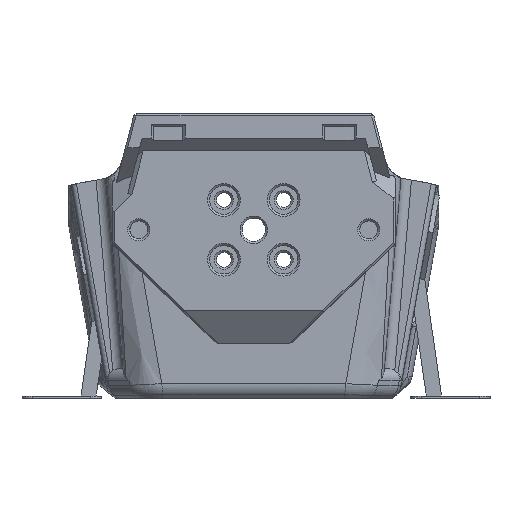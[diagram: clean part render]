
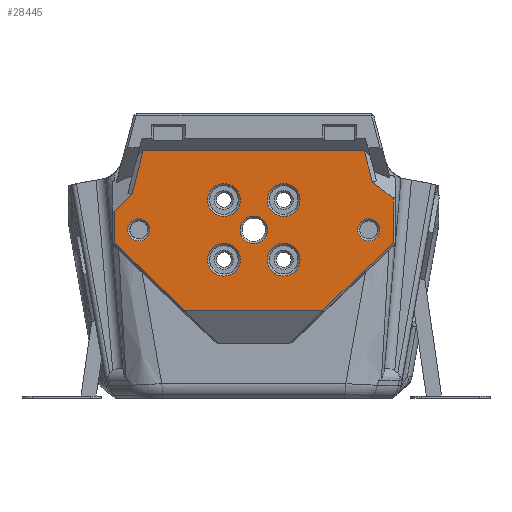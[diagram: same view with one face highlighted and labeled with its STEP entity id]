
A CAD part, front view. The second image highlights one B-rep face of the part: STEP entity #28445.
In plain terms, the highlighted planar face has unit normal (0, -1, 0).
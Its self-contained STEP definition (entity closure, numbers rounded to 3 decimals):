
#2256=CIRCLE('',#30802,2.1);
#2257=CIRCLE('',#30803,2.1);
#2258=CIRCLE('',#30804,2.6);
#2259=CIRCLE('',#30805,3.1);
#2260=CIRCLE('',#30806,3.1);
#2261=CIRCLE('',#30807,3.1);
#2262=CIRCLE('',#30808,3.1);
#9985=ORIENTED_EDGE('',*,*,#14933,.T.);
#9986=ORIENTED_EDGE('',*,*,#14934,.T.);
#9987=ORIENTED_EDGE('',*,*,#12119,.F.);
#9988=ORIENTED_EDGE('',*,*,#14935,.T.);
#9989=ORIENTED_EDGE('',*,*,#12110,.F.);
#9990=ORIENTED_EDGE('',*,*,#14936,.T.);
#9991=ORIENTED_EDGE('',*,*,#14937,.T.);
#9992=ORIENTED_EDGE('',*,*,#14938,.T.);
#9993=ORIENTED_EDGE('',*,*,#14939,.T.);
#9994=ORIENTED_EDGE('',*,*,#14940,.T.);
#9995=ORIENTED_EDGE('',*,*,#14941,.T.);
#9996=ORIENTED_EDGE('',*,*,#14942,.T.);
#9997=ORIENTED_EDGE('',*,*,#14943,.T.);
#9998=ORIENTED_EDGE('',*,*,#14944,.F.);
#9999=ORIENTED_EDGE('',*,*,#14945,.F.);
#10000=ORIENTED_EDGE('',*,*,#14946,.T.);
#10001=ORIENTED_EDGE('',*,*,#14947,.T.);
#12110=EDGE_CURVE('',#16041,#16042,#18544,.F.);
#12119=EDGE_CURVE('',#16050,#16051,#18553,.F.);
#14933=EDGE_CURVE('',#17820,#17821,#20125,.T.);
#14934=EDGE_CURVE('',#17821,#16051,#20126,.T.);
#14935=EDGE_CURVE('',#16050,#16042,#20127,.T.);
#14936=EDGE_CURVE('',#16041,#17822,#20128,.T.);
#14937=EDGE_CURVE('',#17822,#17823,#20129,.F.);
#14938=EDGE_CURVE('',#17823,#17824,#20130,.T.);
#14939=EDGE_CURVE('',#17824,#17825,#20131,.T.);
#14940=EDGE_CURVE('',#17825,#17820,#20132,.T.);
#14941=EDGE_CURVE('',#17826,#17826,#2256,.F.);
#14942=EDGE_CURVE('',#17827,#17827,#2257,.F.);
#14943=EDGE_CURVE('',#17828,#17828,#2258,.F.);
#14944=EDGE_CURVE('',#17829,#17829,#2259,.F.);
#14945=EDGE_CURVE('',#17830,#17830,#2260,.F.);
#14946=EDGE_CURVE('',#17831,#17831,#2261,.F.);
#14947=EDGE_CURVE('',#17832,#17832,#2262,.F.);
#16041=VERTEX_POINT('',#43213);
#16042=VERTEX_POINT('',#43215);
#16050=VERTEX_POINT('',#43232);
#16051=VERTEX_POINT('',#43234);
#17820=VERTEX_POINT('',#55590);
#17821=VERTEX_POINT('',#55591);
#17822=VERTEX_POINT('',#55595);
#17823=VERTEX_POINT('',#55597);
#17824=VERTEX_POINT('',#55599);
#17825=VERTEX_POINT('',#55601);
#17826=VERTEX_POINT('',#55604);
#17827=VERTEX_POINT('',#55606);
#17828=VERTEX_POINT('',#55608);
#17829=VERTEX_POINT('',#55610);
#17830=VERTEX_POINT('',#55612);
#17831=VERTEX_POINT('',#55614);
#17832=VERTEX_POINT('',#55616);
#18544=LINE('',#43214,#20923);
#18553=LINE('',#43233,#20932);
#20125=LINE('',#55589,#22504);
#20126=LINE('',#55592,#22505);
#20127=LINE('',#55593,#22506);
#20128=LINE('',#55594,#22507);
#20129=LINE('',#55596,#22508);
#20130=LINE('',#55598,#22509);
#20131=LINE('',#55600,#22510);
#20132=LINE('',#55602,#22511);
#20923=VECTOR('',#32660,1000.);
#20932=VECTOR('',#32671,1000.);
#22504=VECTOR('',#37293,1000.);
#22505=VECTOR('',#37294,1000.);
#22506=VECTOR('',#37295,1000.);
#22507=VECTOR('',#37296,1000.);
#22508=VECTOR('',#37297,1000.);
#22509=VECTOR('',#37298,1000.);
#22510=VECTOR('',#37299,1000.);
#22511=VECTOR('',#37300,1000.);
#24248=EDGE_LOOP('',(#9985,#9986,#9987,#9988,#9989,#9990,#9991,#9992,#9993,
#9994));
#24249=EDGE_LOOP('',(#9995));
#24250=EDGE_LOOP('',(#9996));
#24251=EDGE_LOOP('',(#9997));
#24252=EDGE_LOOP('',(#9998));
#24253=EDGE_LOOP('',(#9999));
#24254=EDGE_LOOP('',(#10000));
#24255=EDGE_LOOP('',(#10001));
#25978=FACE_BOUND('',#24248,.T.);
#25979=FACE_BOUND('',#24249,.T.);
#25980=FACE_BOUND('',#24250,.T.);
#25981=FACE_BOUND('',#24251,.T.);
#25982=FACE_BOUND('',#24252,.T.);
#25983=FACE_BOUND('',#24253,.T.);
#25984=FACE_BOUND('',#24254,.T.);
#25985=FACE_BOUND('',#24255,.T.);
#26954=PLANE('',#30801);
#28445=ADVANCED_FACE('',(#25978,#25979,#25980,#25981,#25982,#25983,#25984,
#25985),#26954,.T.);
#30801=AXIS2_PLACEMENT_3D('',#55588,#37291,#37292);
#30802=AXIS2_PLACEMENT_3D('',#55603,#37301,#37302);
#30803=AXIS2_PLACEMENT_3D('',#55605,#37303,#37304);
#30804=AXIS2_PLACEMENT_3D('',#55607,#37305,#37306);
#30805=AXIS2_PLACEMENT_3D('',#55609,#37307,#37308);
#30806=AXIS2_PLACEMENT_3D('',#55611,#37309,#37310);
#30807=AXIS2_PLACEMENT_3D('',#55613,#37311,#37312);
#30808=AXIS2_PLACEMENT_3D('',#55615,#37313,#37314);
#32660=DIRECTION('',(-1.,0.,0.));
#32671=DIRECTION('',(-0.797,0.,0.604));
#37291=DIRECTION('',(0.,-1.,0.));
#37292=DIRECTION('',(1.,0.,0.));
#37293=DIRECTION('',(0.722,0.,0.692));
#37294=DIRECTION('',(0.,0.,1.));
#37295=DIRECTION('',(-0.25,0.,0.968));
#37296=DIRECTION('',(-0.25,0.,-0.968));
#37297=DIRECTION('',(0.714,0.,0.7));
#37298=DIRECTION('',(0.,0.,-1.));
#37299=DIRECTION('',(0.722,0.,-0.692));
#37300=DIRECTION('',(1.,0.,0.));
#37301=DIRECTION('',(0.,-1.,0.));
#37302=DIRECTION('',(1.,0.,0.));
#37303=DIRECTION('',(0.,-1.,0.));
#37304=DIRECTION('',(1.,0.,0.));
#37305=DIRECTION('',(0.,-1.,0.));
#37306=DIRECTION('',(0.,0.,-1.));
#37307=DIRECTION('',(0.,1.,0.));
#37308=DIRECTION('',(0.,0.,-1.));
#37309=DIRECTION('',(0.,1.,0.));
#37310=DIRECTION('',(0.,0.,-1.));
#37311=DIRECTION('',(0.,-1.,0.));
#37312=DIRECTION('',(0.,0.,-1.));
#37313=DIRECTION('',(0.,-1.,0.));
#37314=DIRECTION('',(0.,0.,-1.));
#43213=CARTESIAN_POINT('',(-20.926,-29.1,46.811));
#43214=CARTESIAN_POINT('',(-0.052,-29.1,46.811));
#43215=CARTESIAN_POINT('',(20.926,-29.1,46.811));
#43232=CARTESIAN_POINT('',(22.462,-29.1,40.868));
#43233=CARTESIAN_POINT('',(15.729,-29.1,45.972));
#43234=CARTESIAN_POINT('',(26.393,-29.1,37.888));
#55588=CARTESIAN_POINT('',(0.,-29.1,25.221));
#55589=CARTESIAN_POINT('',(10.556,-29.1,14.208));
#55590=CARTESIAN_POINT('',(13.09,-29.1,16.638));
#55591=CARTESIAN_POINT('',(26.393,-29.1,29.389));
#55592=CARTESIAN_POINT('',(26.393,-29.1,25.221));
#55593=CARTESIAN_POINT('',(24.847,-29.1,31.647));
#55594=CARTESIAN_POINT('',(-24.847,-29.1,31.647));
#55595=CARTESIAN_POINT('',(-23.06,-29.1,38.559));
#55596=CARTESIAN_POINT('',(-17.965,-29.1,43.552));
#55597=CARTESIAN_POINT('',(-26.393,-29.1,35.292));
#55598=CARTESIAN_POINT('',(-26.393,-29.1,25.221));
#55599=CARTESIAN_POINT('',(-26.393,-29.1,29.389));
#55600=CARTESIAN_POINT('',(-10.556,-29.1,14.208));
#55601=CARTESIAN_POINT('',(-13.09,-29.1,16.638));
#55602=CARTESIAN_POINT('',(-2.754,-29.1,16.638));
#55603=CARTESIAN_POINT('',(-21.75,-29.1,31.853));
#55604=CARTESIAN_POINT('',(-19.65,-29.1,31.853));
#55605=CARTESIAN_POINT('',(21.75,-29.1,31.853));
#55606=CARTESIAN_POINT('',(23.85,-29.1,31.853));
#55607=CARTESIAN_POINT('',(0.,-29.1,31.85));
#55608=CARTESIAN_POINT('',(0.,-29.1,29.25));
#55609=CARTESIAN_POINT('',(5.657,-29.1,37.507));
#55610=CARTESIAN_POINT('',(5.657,-29.1,34.407));
#55611=CARTESIAN_POINT('',(5.657,-29.1,26.193));
#55612=CARTESIAN_POINT('',(5.657,-29.1,23.093));
#55613=CARTESIAN_POINT('',(-5.657,-29.1,37.507));
#55614=CARTESIAN_POINT('',(-5.657,-29.1,34.407));
#55615=CARTESIAN_POINT('',(-5.657,-29.1,26.193));
#55616=CARTESIAN_POINT('',(-5.657,-29.1,23.093));
